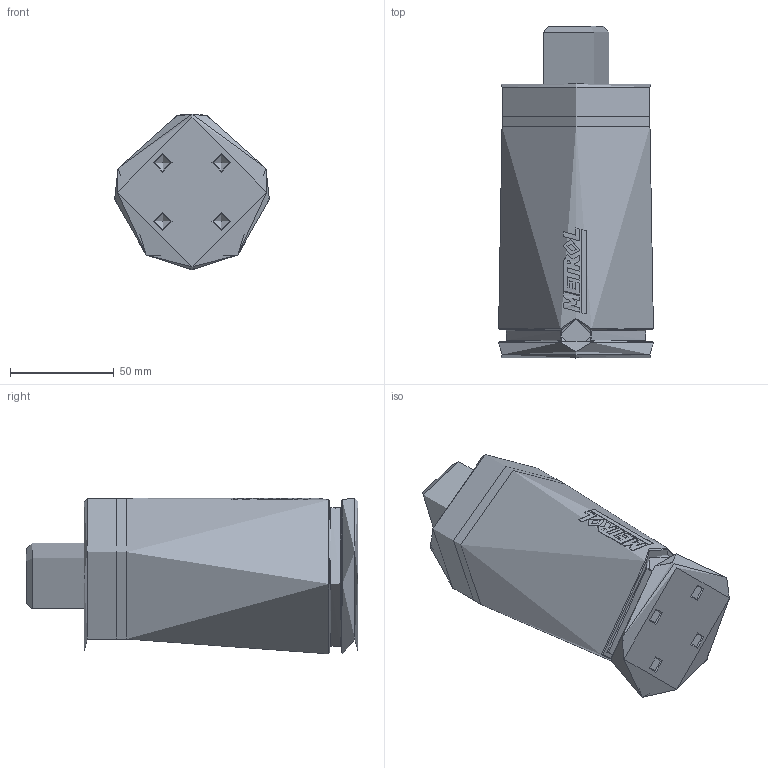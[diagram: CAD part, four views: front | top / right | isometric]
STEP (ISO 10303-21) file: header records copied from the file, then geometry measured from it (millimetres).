
FILE_DESCRIPTION (( 'STEP AP214' ), '1' );
FILE_NAME ('ISNG1500-025.step', '2019-03-15T15:51:33', ( '' ), ( '' ), 'SwSTEP 2.0', 'SolidWorks 2014', '' );
FILE_SCHEMA (( 'AUTOMOTIVE_DESIGN' ));
Length unit declared in the file: millimetre
Products named in the file (3): ISNG-1500 Piston_ISNG-1500-25; ISNG-1500 Body_ISNG-1500-25; ISNG1500-025
Assembly tree (2 placements, depth 2):
  ISNG1500-025
    ISNG-1500 Body_ISNG-1500-25
    ISNG-1500 Piston_ISNG-1500-25
Bounding box: 74.64 x 160 x 75.1 mm (x, y, z)
Volume: 546229.7 mm3; surface area: 63668.2 mm2
Topology: 7 solids, 7 shells, 128 faces, 297 edges, 192 vertices
Faces by surface type: bspline 42, plane 35, cylinder 30, cone 13, torus 8
Full cylindrical faces by diameter (mm): 8 x5, 15 x1, 36 x2, 39.98 x1, 40 x1, 50 x2, 55 x1, 55.02 x1, 59.98 x1, 60 x1, 75 x3
Entity records: 5679 total; most frequent: CARTESIAN_POINT 2995, ORIENTED_EDGE 506, DIRECTION 376, EDGE_CURVE 253, VERTEX_POINT 184, EDGE_LOOP 177, FACE_OUTER_BOUND 153, AXIS2_PLACEMENT_3D 145
